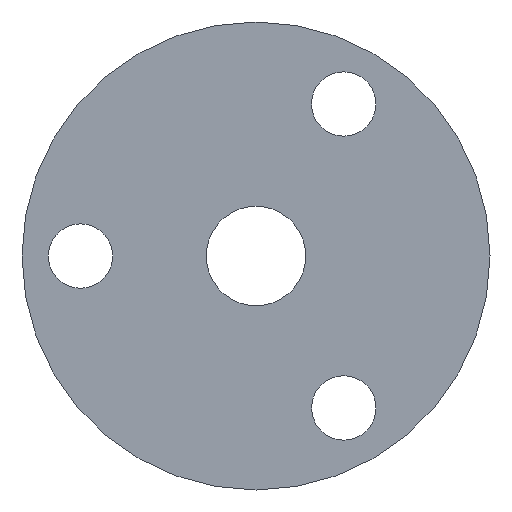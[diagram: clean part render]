
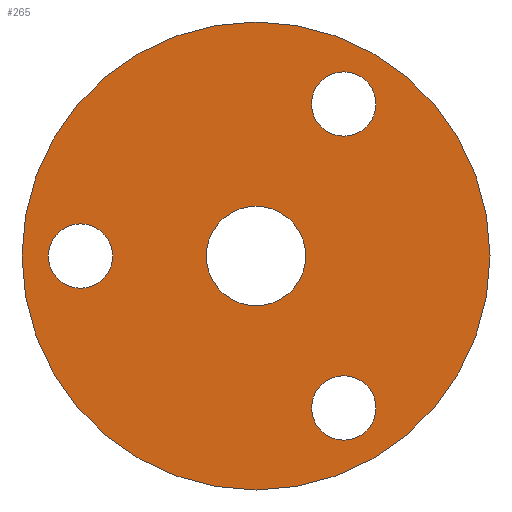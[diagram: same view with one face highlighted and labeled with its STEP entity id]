
A CAD part, left-side view. The second image highlights one B-rep face of the part: STEP entity #265.
In plain terms, the highlighted planar face has unit normal (-1, 0, 0).
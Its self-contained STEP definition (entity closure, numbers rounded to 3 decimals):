
#20=FACE_BOUND('',#66,.T.);
#21=FACE_BOUND('',#67,.T.);
#22=FACE_BOUND('',#68,.T.);
#23=FACE_BOUND('',#69,.T.);
#32=PLANE('',#303);
#46=FACE_OUTER_BOUND('',#65,.T.);
#65=EDGE_LOOP('',(#242));
#66=EDGE_LOOP('',(#243));
#67=EDGE_LOOP('',(#244));
#68=EDGE_LOOP('',(#245));
#69=EDGE_LOOP('',(#246));
#117=CIRCLE('',#282,2.75);
#119=CIRCLE('',#285,2.75);
#121=CIRCLE('',#288,2.75);
#123=CIRCLE('',#298,4.25);
#125=CIRCLE('',#301,20.);
#127=VERTEX_POINT('',#381);
#129=VERTEX_POINT('',#387);
#131=VERTEX_POINT('',#393);
#145=VERTEX_POINT('',#436);
#147=VERTEX_POINT('',#442);
#150=EDGE_CURVE('',#127,#127,#117,.T.);
#153=EDGE_CURVE('',#129,#129,#119,.T.);
#156=EDGE_CURVE('',#131,#131,#121,.T.);
#177=EDGE_CURVE('',#145,#145,#123,.T.);
#180=EDGE_CURVE('',#147,#147,#125,.T.);
#242=ORIENTED_EDGE('',*,*,#180,.F.);
#243=ORIENTED_EDGE('',*,*,#150,.T.);
#244=ORIENTED_EDGE('',*,*,#153,.T.);
#245=ORIENTED_EDGE('',*,*,#156,.T.);
#246=ORIENTED_EDGE('',*,*,#177,.F.);
#265=ADVANCED_FACE('',(#46,#20,#21,#22,#23),#32,.F.);
#282=AXIS2_PLACEMENT_3D('',#383,#311,#312);
#285=AXIS2_PLACEMENT_3D('',#389,#318,#319);
#288=AXIS2_PLACEMENT_3D('',#395,#325,#326);
#298=AXIS2_PLACEMENT_3D('',#438,#364,#365);
#301=AXIS2_PLACEMENT_3D('',#444,#371,#372);
#303=AXIS2_PLACEMENT_3D('',#446,#375,#376);
#311=DIRECTION('center_axis',(1.,0.,0.));
#312=DIRECTION('ref_axis',(0.,0.866,0.5));
#318=DIRECTION('center_axis',(1.,0.,0.));
#319=DIRECTION('ref_axis',(0.,0.,-1.));
#325=DIRECTION('center_axis',(1.,0.,0.));
#326=DIRECTION('ref_axis',(0.,-0.866,0.5));
#364=DIRECTION('center_axis',(-1.,0.,0.));
#365=DIRECTION('ref_axis',(0.,0.,-1.));
#371=DIRECTION('center_axis',(1.,0.,0.));
#372=DIRECTION('ref_axis',(0.,0.,-1.));
#375=DIRECTION('center_axis',(1.,0.,0.));
#376=DIRECTION('ref_axis',(0.,0.,-1.));
#381=CARTESIAN_POINT('',(0.,-9.877,11.618));
#383=CARTESIAN_POINT('Origin',(0.,-7.496,12.993));
#387=CARTESIAN_POINT('',(0.,15.,2.745));
#389=CARTESIAN_POINT('Origin',(0.,15.,-0.005));
#393=CARTESIAN_POINT('',(0.,-5.123,-14.363));
#395=CARTESIAN_POINT('Origin',(0.,-7.504,-12.988));
#436=CARTESIAN_POINT('',(0.,0.,4.25));
#438=CARTESIAN_POINT('Origin',(0.,0.,0.));
#442=CARTESIAN_POINT('',(0.,0.,20.));
#444=CARTESIAN_POINT('Origin',(0.,0.,0.));
#446=CARTESIAN_POINT('Origin',(0.,0.,0.));
